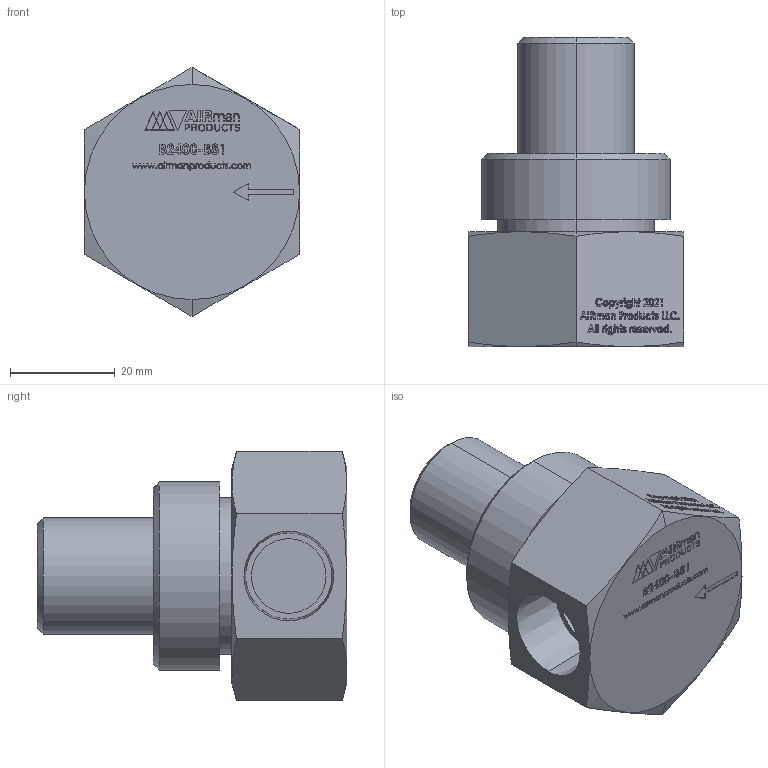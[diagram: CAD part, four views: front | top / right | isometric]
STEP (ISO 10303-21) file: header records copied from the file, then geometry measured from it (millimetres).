
FILE_DESCRIPTION (( 'STEP AP214' ), '1' );
FILE_NAME ('B2400-B81-VALVE-PRESS.-PROT-.38-NPT.STEP', '2021-07-30T15:37:42', ( '' ), ( '' ), 'SwSTEP 2.0', 'SolidWorks 2018', '' );
FILE_SCHEMA (( 'AUTOMOTIVE_DESIGN' ));
Length unit declared in the file: inch
Products named in the file (1): B2400-B81-VALVE-PRESS.-PROT-.38-NPT
Bounding box: 41.27 x 59.2 x 47.66 mm (x, y, z)
Volume: 49126.6 mm3; surface area: 11488.9 mm2
Topology: 1 solids, 1 shells, 1336 faces, 3524 edges, 2340 vertices
Faces by surface type: plane 759, bspline 542, cone 23, cylinder 12
Entity records: 70078 total; most frequent: CARTESIAN_POINT 40687, ORIENTED_EDGE 7044, DIRECTION 4067, EDGE_CURVE 3522, VECTOR 2353, LINE 2353, VERTEX_POINT 2340, EDGE_LOOP 1488
